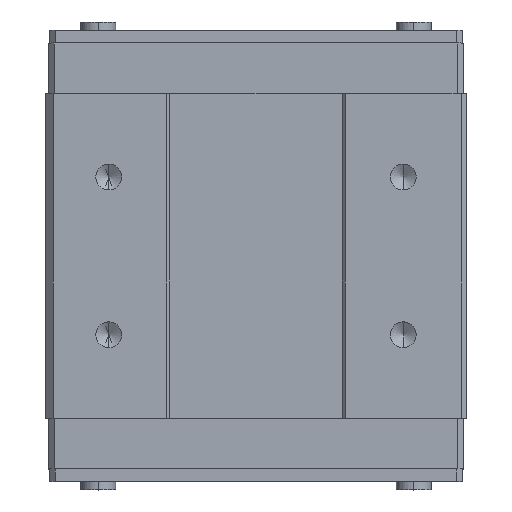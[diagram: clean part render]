
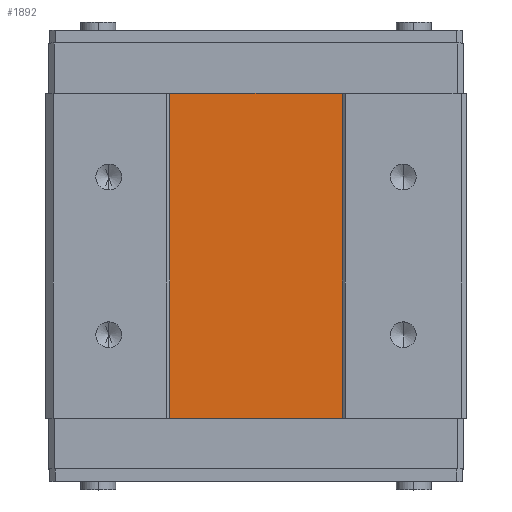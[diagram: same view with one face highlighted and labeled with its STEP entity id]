
A CAD part, top view. The second image highlights one B-rep face of the part: STEP entity #1892.
In plain terms, the highlighted planar face has unit normal (0, 0, 1).
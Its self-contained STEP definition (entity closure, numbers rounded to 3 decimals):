
#82 = CARTESIAN_POINT ( 'NONE',  ( 8.2, 15.45, 13.7 ) ) ;
#158 = VECTOR ( 'NONE', #1981, 1000. ) ;
#535 = FACE_OUTER_BOUND ( 'NONE', #1397, .T. ) ;
#632 = VERTEX_POINT ( 'NONE', #82 ) ;
#690 = ORIENTED_EDGE ( 'NONE', *, *, #1138, .T. ) ;
#785 = LINE ( 'NONE', #3509, #158 ) ;
#886 = DIRECTION ( 'NONE',  ( 0., 0., 1. ) ) ;
#951 = LINE ( 'NONE', #1002, #2067 ) ;
#1002 = CARTESIAN_POINT ( 'NONE',  ( 8.2, -15.45, 13.7 ) ) ;
#1051 = DIRECTION ( 'NONE',  ( 1., 0., 0. ) ) ;
#1138 = EDGE_CURVE ( 'NONE', #4712, #632, #951, .T. ) ;
#1260 = PLANE ( 'NONE',  #3283 ) ;
#1397 = EDGE_LOOP ( 'NONE', ( #3541, #4125, #2338, #690 ) ) ;
#1499 = DIRECTION ( 'NONE',  ( 0., 1., 0. ) ) ;
#1515 = CARTESIAN_POINT ( 'NONE',  ( -8.2, -15.45, 13.7 ) ) ;
#1774 = VERTEX_POINT ( 'NONE', #1515 ) ;
#1805 = EDGE_CURVE ( 'NONE', #3390, #632, #785, .T. ) ;
#1892 = ADVANCED_FACE ( 'NONE', ( #535 ), #1260, .T. ) ;
#1981 = DIRECTION ( 'NONE',  ( 1., 0., 0. ) ) ;
#2067 = VECTOR ( 'NONE', #3678, 1000. ) ;
#2338 = ORIENTED_EDGE ( 'NONE', *, *, #3430, .T. ) ;
#2482 = CARTESIAN_POINT ( 'NONE',  ( 8.2, -15.45, 13.7 ) ) ;
#2527 = CARTESIAN_POINT ( 'NONE',  ( 8.2, -15.45, 13.7 ) ) ;
#3235 = CARTESIAN_POINT ( 'NONE',  ( -8.2, -15.45, 13.7 ) ) ;
#3283 = AXIS2_PLACEMENT_3D ( 'NONE', #3589, #886, #4341 ) ;
#3330 = CARTESIAN_POINT ( 'NONE',  ( -8.2, 15.45, 13.7 ) ) ;
#3390 = VERTEX_POINT ( 'NONE', #3330 ) ;
#3430 = EDGE_CURVE ( 'NONE', #1774, #4712, #4529, .T. ) ;
#3509 = CARTESIAN_POINT ( 'NONE',  ( 8.2, 15.45, 13.7 ) ) ;
#3541 = ORIENTED_EDGE ( 'NONE', *, *, #1805, .F. ) ;
#3589 = CARTESIAN_POINT ( 'NONE',  ( 8.2, -15.45, 13.7 ) ) ;
#3678 = DIRECTION ( 'NONE',  ( 0., 1., 0. ) ) ;
#3927 = VECTOR ( 'NONE', #1499, 1000. ) ;
#4125 = ORIENTED_EDGE ( 'NONE', *, *, #4620, .F. ) ;
#4331 = VECTOR ( 'NONE', #1051, 1000. ) ;
#4341 = DIRECTION ( 'NONE',  ( 1., 0., 0. ) ) ;
#4381 = LINE ( 'NONE', #3235, #3927 ) ;
#4529 = LINE ( 'NONE', #2527, #4331 ) ;
#4620 = EDGE_CURVE ( 'NONE', #1774, #3390, #4381, .T. ) ;
#4712 = VERTEX_POINT ( 'NONE', #2482 ) ;
